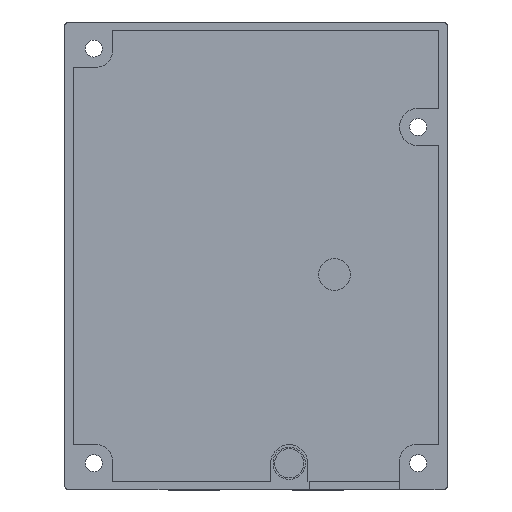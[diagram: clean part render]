
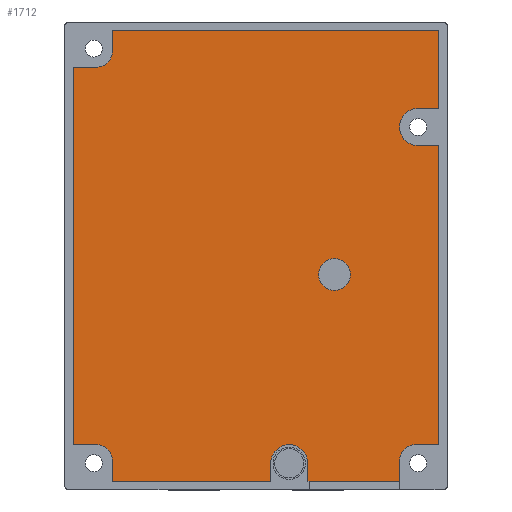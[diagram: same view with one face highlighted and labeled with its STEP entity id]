
A CAD part, top view. The second image highlights one B-rep face of the part: STEP entity #1712.
In plain terms, the highlighted planar face has unit normal (0, 0, 1).
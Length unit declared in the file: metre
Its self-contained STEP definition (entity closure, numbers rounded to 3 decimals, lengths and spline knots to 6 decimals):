
#68=CIRCLE('',#1816,0.0035);
#69=CIRCLE('',#1820,0.003);
#70=CIRCLE('',#1825,0.0035);
#71=CIRCLE('',#1831,0.003);
#72=CIRCLE('',#1836,0.003);
#73=CIRCLE('',#1839,0.003);
#335=ORIENTED_EDGE('',*,*,#740,.F.);
#336=ORIENTED_EDGE('',*,*,#743,.F.);
#337=ORIENTED_EDGE('',*,*,#745,.F.);
#338=ORIENTED_EDGE('',*,*,#746,.F.);
#339=ORIENTED_EDGE('',*,*,#716,.F.);
#340=ORIENTED_EDGE('',*,*,#749,.F.);
#341=ORIENTED_EDGE('',*,*,#751,.F.);
#342=ORIENTED_EDGE('',*,*,#753,.F.);
#343=ORIENTED_EDGE('',*,*,#755,.F.);
#344=ORIENTED_EDGE('',*,*,#757,.T.);
#345=ORIENTED_EDGE('',*,*,#759,.F.);
#346=ORIENTED_EDGE('',*,*,#761,.T.);
#347=ORIENTED_EDGE('',*,*,#763,.F.);
#348=ORIENTED_EDGE('',*,*,#765,.T.);
#349=ORIENTED_EDGE('',*,*,#767,.F.);
#350=ORIENTED_EDGE('',*,*,#769,.F.);
#351=ORIENTED_EDGE('',*,*,#771,.F.);
#352=ORIENTED_EDGE('',*,*,#773,.T.);
#353=ORIENTED_EDGE('',*,*,#775,.T.);
#354=ORIENTED_EDGE('',*,*,#777,.T.);
#355=ORIENTED_EDGE('',*,*,#778,.T.);
#356=ORIENTED_EDGE('',*,*,#779,.F.);
#716=EDGE_CURVE('',#965,#966,#1109,.T.);
#740=EDGE_CURVE('',#977,#978,#1123,.T.);
#743=EDGE_CURVE('',#979,#977,#1126,.T.);
#745=EDGE_CURVE('',#980,#979,#68,.T.);
#746=EDGE_CURVE('',#966,#980,#1128,.T.);
#749=EDGE_CURVE('',#981,#965,#1131,.T.);
#751=EDGE_CURVE('',#982,#981,#69,.T.);
#753=EDGE_CURVE('',#983,#982,#1134,.T.);
#755=EDGE_CURVE('',#984,#983,#1136,.T.);
#757=EDGE_CURVE('',#984,#985,#1138,.T.);
#759=EDGE_CURVE('',#986,#985,#70,.T.);
#761=EDGE_CURVE('',#986,#987,#1141,.T.);
#763=EDGE_CURVE('',#988,#987,#1143,.T.);
#765=EDGE_CURVE('',#988,#989,#1145,.T.);
#767=EDGE_CURVE('',#990,#989,#1147,.T.);
#769=EDGE_CURVE('',#991,#990,#71,.T.);
#771=EDGE_CURVE('',#992,#991,#1150,.T.);
#773=EDGE_CURVE('',#992,#993,#1152,.T.);
#775=EDGE_CURVE('',#993,#994,#1154,.T.);
#777=EDGE_CURVE('',#994,#995,#72,.T.);
#778=EDGE_CURVE('',#995,#978,#1156,.T.);
#779=EDGE_CURVE('',#996,#996,#73,.T.);
#965=VERTEX_POINT('',#2572);
#966=VERTEX_POINT('',#2574);
#977=VERTEX_POINT('',#2643);
#978=VERTEX_POINT('',#2645);
#979=VERTEX_POINT('',#2649);
#980=VERTEX_POINT('',#2653);
#981=VERTEX_POINT('',#2660);
#982=VERTEX_POINT('',#2664);
#983=VERTEX_POINT('',#2668);
#984=VERTEX_POINT('',#2672);
#985=VERTEX_POINT('',#2676);
#986=VERTEX_POINT('',#2680);
#987=VERTEX_POINT('',#2684);
#988=VERTEX_POINT('',#2688);
#989=VERTEX_POINT('',#2692);
#990=VERTEX_POINT('',#2696);
#991=VERTEX_POINT('',#2700);
#992=VERTEX_POINT('',#2704);
#993=VERTEX_POINT('',#2708);
#994=VERTEX_POINT('',#2712);
#995=VERTEX_POINT('',#2716);
#996=VERTEX_POINT('',#2722);
#1109=LINE('',#2573,#1276);
#1123=LINE('',#2644,#1290);
#1126=LINE('',#2650,#1293);
#1128=LINE('',#2656,#1295);
#1131=LINE('',#2661,#1298);
#1134=LINE('',#2669,#1301);
#1136=LINE('',#2673,#1303);
#1138=LINE('',#2677,#1305);
#1141=LINE('',#2685,#1308);
#1143=LINE('',#2689,#1310);
#1145=LINE('',#2693,#1312);
#1147=LINE('',#2697,#1314);
#1150=LINE('',#2705,#1317);
#1152=LINE('',#2709,#1319);
#1154=LINE('',#2713,#1321);
#1156=LINE('',#2719,#1323);
#1276=VECTOR('',#2020,1.);
#1290=VECTOR('',#2044,1.);
#1293=VECTOR('',#2049,1.);
#1295=VECTOR('',#2057,1.);
#1298=VECTOR('',#2062,1.);
#1301=VECTOR('',#2071,1.);
#1303=VECTOR('',#2075,1.);
#1305=VECTOR('',#2079,1.);
#1308=VECTOR('',#2088,1.);
#1310=VECTOR('',#2092,1.);
#1312=VECTOR('',#2096,1.);
#1314=VECTOR('',#2100,1.);
#1317=VECTOR('',#2109,1.);
#1319=VECTOR('',#2113,1.);
#1321=VECTOR('',#2117,1.);
#1323=VECTOR('',#2125,1.);
#1428=EDGE_LOOP('',(#335,#336,#337,#338,#339,#340,#341,#342,#343,#344,#345,#346,#347,#348,#349,#350,#351,#352,#353,#354,#355));
#1429=EDGE_LOOP('',(#356));
#1545=FACE_BOUND('',#1428,.T.);
#1546=FACE_BOUND('',#1429,.T.);
#1645=PLANE('',#1841);
#1712=ADVANCED_FACE('',(#1545,#1546),#1645,.T.);
#1816=AXIS2_PLACEMENT_3D('',#2654,#2053,#2054);
#1820=AXIS2_PLACEMENT_3D('',#2665,#2066,#2067);
#1825=AXIS2_PLACEMENT_3D('',#2681,#2083,#2084);
#1831=AXIS2_PLACEMENT_3D('',#2701,#2104,#2105);
#1836=AXIS2_PLACEMENT_3D('',#2717,#2121,#2122);
#1839=AXIS2_PLACEMENT_3D('',#2721,#2128,#2129);
#1841=AXIS2_PLACEMENT_3D('',#2725,#2132,#2133);
#2020=DIRECTION('',(-1.,0.,0.));
#2044=DIRECTION('',(-1.,0.,0.));
#2049=DIRECTION('',(0.,-1.,0.));
#2053=DIRECTION('',(0.,0.,1.));
#2054=DIRECTION('',(1.,0.,0.));
#2057=DIRECTION('',(0.,1.,0.));
#2062=DIRECTION('',(0.,-1.,0.));
#2066=DIRECTION('',(0.,0.,1.));
#2067=DIRECTION('',(1.,0.,0.));
#2071=DIRECTION('',(-1.,0.,0.));
#2075=DIRECTION('',(0.,-1.,0.));
#2079=DIRECTION('',(-1.,0.,0.));
#2083=DIRECTION('',(0.,0.,1.));
#2084=DIRECTION('',(1.,0.,0.));
#2088=DIRECTION('',(1.,0.,0.));
#2092=DIRECTION('',(0.,-1.,0.));
#2096=DIRECTION('',(-1.,0.,0.));
#2100=DIRECTION('',(0.,1.,0.));
#2104=DIRECTION('',(0.,0.,1.));
#2105=DIRECTION('',(1.,0.,0.));
#2109=DIRECTION('',(1.,0.,0.));
#2113=DIRECTION('',(0.,-1.,0.));
#2117=DIRECTION('',(1.,0.,0.));
#2121=DIRECTION('',(0.,0.,-1.));
#2122=DIRECTION('',(1.,0.,0.));
#2125=DIRECTION('',(0.,-1.,0.));
#2128=DIRECTION('',(0.,0.,1.));
#2129=DIRECTION('',(1.,0.,0.));
#2132=DIRECTION('',(0.,0.,1.));
#2133=DIRECTION('',(1.,0.,0.));
#2572=CARTESIAN_POINT('',(0.027,-0.0424,-0.003));
#2573=CARTESIAN_POINT('',(0.018375,-0.0424,-0.003));
#2574=CARTESIAN_POINT('',(0.00975,-0.0424,-0.003));
#2643=CARTESIAN_POINT('',(0.00275,-0.0424,-0.003));
#2644=CARTESIAN_POINT('',(-0.012125,-0.0424,-0.003));
#2645=CARTESIAN_POINT('',(-0.027,-0.0424,-0.003));
#2649=CARTESIAN_POINT('',(0.00275,-0.039,-0.003));
#2650=CARTESIAN_POINT('',(0.00275,-0.0407,-0.003));
#2653=CARTESIAN_POINT('',(0.00975,-0.039,-0.003));
#2654=CARTESIAN_POINT('',(0.00625,-0.039,-0.003));
#2656=CARTESIAN_POINT('',(0.00975,-0.0407,-0.003));
#2660=CARTESIAN_POINT('',(0.027,-0.0385,-0.003));
#2661=CARTESIAN_POINT('',(0.027,-0.04045,-0.003));
#2664=CARTESIAN_POINT('',(0.03,-0.0355,-0.003));
#2665=CARTESIAN_POINT('',(0.03,-0.0385,-0.003));
#2668=CARTESIAN_POINT('',(0.0344,-0.0355,-0.003));
#2669=CARTESIAN_POINT('',(0.0322,-0.0355,-0.003));
#2672=CARTESIAN_POINT('',(0.0344,0.02075,-0.003));
#2673=CARTESIAN_POINT('',(0.0344,-0.007375,-0.003));
#2676=CARTESIAN_POINT('',(0.0305,0.02075,-0.003));
#2677=CARTESIAN_POINT('',(0.03245,0.02075,-0.003));
#2680=CARTESIAN_POINT('',(0.0305,0.02775,-0.003));
#2681=CARTESIAN_POINT('',(0.0305,0.02425,-0.003));
#2684=CARTESIAN_POINT('',(0.0344,0.02775,-0.003));
#2685=CARTESIAN_POINT('',(0.03245,0.02775,-0.003));
#2688=CARTESIAN_POINT('',(0.0344,0.0424,-0.003));
#2689=CARTESIAN_POINT('',(0.0344,0.035075,-0.003));
#2692=CARTESIAN_POINT('',(-0.027,0.0424,-0.003));
#2693=CARTESIAN_POINT('',(0.0037,0.0424,-0.003));
#2696=CARTESIAN_POINT('',(-0.027,0.0385,-0.003));
#2697=CARTESIAN_POINT('',(-0.027,0.04045,-0.003));
#2700=CARTESIAN_POINT('',(-0.03,0.0355,-0.003));
#2701=CARTESIAN_POINT('',(-0.03,0.0385,-0.003));
#2704=CARTESIAN_POINT('',(-0.0344,0.0355,-0.003));
#2705=CARTESIAN_POINT('',(-0.0322,0.0355,-0.003));
#2708=CARTESIAN_POINT('',(-0.0344,-0.0355,-0.003));
#2709=CARTESIAN_POINT('',(-0.0344,0.,-0.003));
#2712=CARTESIAN_POINT('',(-0.03,-0.0355,-0.003));
#2713=CARTESIAN_POINT('',(-0.0322,-0.0355,-0.003));
#2716=CARTESIAN_POINT('',(-0.027,-0.0385,-0.003));
#2717=CARTESIAN_POINT('',(-0.03,-0.0385,-0.003));
#2719=CARTESIAN_POINT('',(-0.027,-0.04045,-0.003));
#2721=CARTESIAN_POINT('',(0.01475,-0.0035,-0.003));
#2722=CARTESIAN_POINT('',(0.01775,-0.0035,-0.003));
#2725=CARTESIAN_POINT('',(0.,0.,-0.003));
